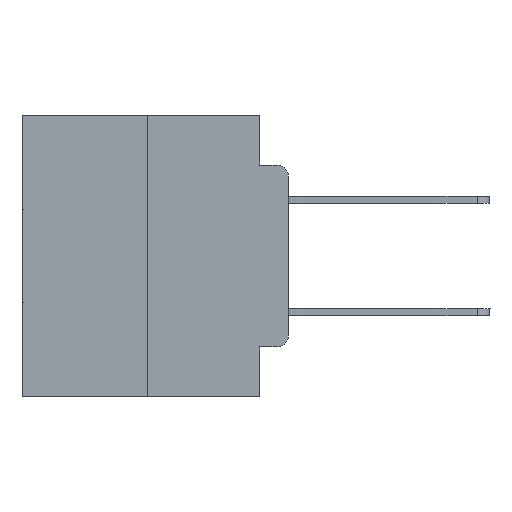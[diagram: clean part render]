
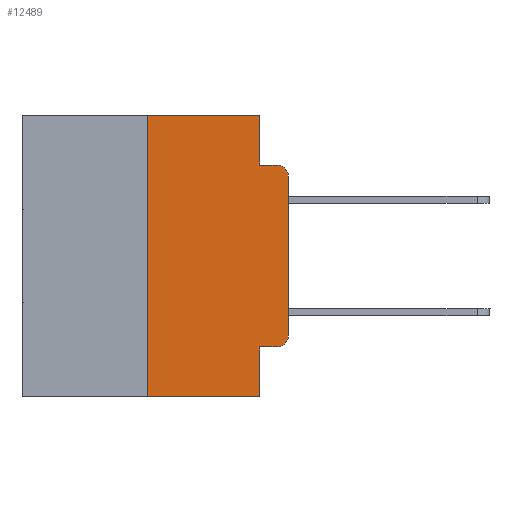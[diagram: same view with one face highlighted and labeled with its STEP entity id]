
A CAD part, left-side view. The second image highlights one B-rep face of the part: STEP entity #12489.
In plain terms, the highlighted planar face has unit normal (-1, 0, 0).
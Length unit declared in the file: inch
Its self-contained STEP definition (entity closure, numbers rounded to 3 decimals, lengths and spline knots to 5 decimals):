
#125 = VECTOR ( 'NONE', #24712, 39.37008 ) ;
#758 = VECTOR ( 'NONE', #25842, 39.37008 ) ;
#772 = DIRECTION ( 'NONE',  ( 0., 0., 1. ) ) ;
#1054 = ORIENTED_EDGE ( 'NONE', *, *, #19425, .T. ) ;
#1342 = VERTEX_POINT ( 'NONE', #23089 ) ;
#1406 = EDGE_CURVE ( 'NONE', #12586, #6392, #19402, .T. ) ;
#2666 = CARTESIAN_POINT ( 'NONE',  ( 0., 0., 0. ) ) ;
#2886 = DIRECTION ( 'NONE',  ( 0., 0., -1. ) ) ;
#3392 = DIRECTION ( 'NONE',  ( 0., 0., -1. ) ) ;
#3704 = ORIENTED_EDGE ( 'NONE', *, *, #20417, .F. ) ;
#3850 = EDGE_CURVE ( 'NONE', #1342, #6392, #22795, .T. ) ;
#4106 = ORIENTED_EDGE ( 'NONE', *, *, #27266, .F. ) ;
#4354 = VECTOR ( 'NONE', #16398, 39.37008 ) ;
#4773 = LINE ( 'NONE', #24805, #22968 ) ;
#5388 = DIRECTION ( 'NONE',  ( 1., 0., 0. ) ) ;
#5647 = CARTESIAN_POINT ( 'NONE',  ( 0., 0.051, -0.4115 ) ) ;
#6392 = VERTEX_POINT ( 'NONE', #27829 ) ;
#6586 = VERTEX_POINT ( 'NONE', #24178 ) ;
#6666 = VERTEX_POINT ( 'NONE', #19191 ) ;
#6865 = CARTESIAN_POINT ( 'NONE',  ( 0., 0.473, 0. ) ) ;
#6973 = LINE ( 'NONE', #22931, #19952 ) ;
#7060 = CARTESIAN_POINT ( 'NONE',  ( 0., 0.25, 0. ) ) ;
#7340 = AXIS2_PLACEMENT_3D ( 'NONE', #16705, #23443, #3392 ) ;
#7445 = LINE ( 'NONE', #2666, #4354 ) ;
#8482 = EDGE_CURVE ( 'NONE', #14817, #6666, #23374, .T. ) ;
#9746 = FACE_OUTER_BOUND ( 'NONE', #17013, .T. ) ;
#9937 = LINE ( 'NONE', #12416, #17376 ) ;
#10541 = ORIENTED_EDGE ( 'NONE', *, *, #17332, .T. ) ;
#11108 = EDGE_CURVE ( 'NONE', #6666, #6586, #24385, .T. ) ;
#11737 = VECTOR ( 'NONE', #24095, 39.37008 ) ;
#12407 = ORIENTED_EDGE ( 'NONE', *, *, #3850, .T. ) ;
#12416 = CARTESIAN_POINT ( 'NONE',  ( 0., 0.051, 0. ) ) ;
#12489 = ADVANCED_FACE ( 'NONE', ( #9746 ), #23115, .F. ) ;
#12586 = VERTEX_POINT ( 'NONE', #19432 ) ;
#13060 = AXIS2_PLACEMENT_3D ( 'NONE', #18125, #27039, #20610 ) ;
#13819 = DIRECTION ( 'NONE',  ( 0., -1., 0. ) ) ;
#14017 = VERTEX_POINT ( 'NONE', #21564 ) ;
#14817 = VERTEX_POINT ( 'NONE', #5647 ) ;
#15587 = VERTEX_POINT ( 'NONE', #27528 ) ;
#16398 = DIRECTION ( 'NONE',  ( 0., 0., 1. ) ) ;
#16705 = CARTESIAN_POINT ( 'NONE',  ( 0., 0.02, -0.1085 ) ) ;
#17013 = EDGE_LOOP ( 'NONE', ( #10541, #12407, #21841, #18338, #3704, #4106, #1054, #24452, #24301, #24307 ) ) ;
#17332 = EDGE_CURVE ( 'NONE', #6586, #1342, #7445, .T. ) ;
#17376 = VECTOR ( 'NONE', #18736, 39.37008 ) ;
#18125 = CARTESIAN_POINT ( 'NONE',  ( 0., 0.02, -0.3915 ) ) ;
#18338 = ORIENTED_EDGE ( 'NONE', *, *, #20063, .F. ) ;
#18379 = CARTESIAN_POINT ( 'NONE',  ( 0., 0.25, 0. ) ) ;
#18417 = LINE ( 'NONE', #6865, #125 ) ;
#18736 = DIRECTION ( 'NONE',  ( 0., 0., -1. ) ) ;
#19191 = CARTESIAN_POINT ( 'NONE',  ( 0., 0.02, -0.4115 ) ) ;
#19402 = LINE ( 'NONE', #26100, #11737 ) ;
#19425 = EDGE_CURVE ( 'NONE', #14017, #15587, #4773, .T. ) ;
#19432 = CARTESIAN_POINT ( 'NONE',  ( 0., 0.051, -0.0885 ) ) ;
#19474 = CARTESIAN_POINT ( 'NONE',  ( 0., 0.051, 0. ) ) ;
#19524 = VERTEX_POINT ( 'NONE', #18379 ) ;
#19952 = VECTOR ( 'NONE', #2886, 39.37008 ) ;
#20063 = EDGE_CURVE ( 'NONE', #25485, #12586, #9937, .T. ) ;
#20417 = EDGE_CURVE ( 'NONE', #19524, #25485, #18417, .T. ) ;
#20610 = DIRECTION ( 'NONE',  ( 0., 0., -1. ) ) ;
#20826 = LINE ( 'NONE', #7060, #23197 ) ;
#21564 = CARTESIAN_POINT ( 'NONE',  ( 0., 0.25, -0.5 ) ) ;
#21841 = ORIENTED_EDGE ( 'NONE', *, *, #1406, .F. ) ;
#22795 = CIRCLE ( 'NONE', #7340, 0.02 ) ;
#22931 = CARTESIAN_POINT ( 'NONE',  ( 0., 0.051, 0. ) ) ;
#22968 = VECTOR ( 'NONE', #13819, 39.37008 ) ;
#23089 = CARTESIAN_POINT ( 'NONE',  ( 0., 0., -0.1085 ) ) ;
#23115 = PLANE ( 'NONE',  #27098 ) ;
#23197 = VECTOR ( 'NONE', #772, 39.37008 ) ;
#23374 = LINE ( 'NONE', #24109, #758 ) ;
#23443 = DIRECTION ( 'NONE',  ( -1., 0., 0. ) ) ;
#24095 = DIRECTION ( 'NONE',  ( 0., -1., 0. ) ) ;
#24109 = CARTESIAN_POINT ( 'NONE',  ( 0., 0.051, -0.4115 ) ) ;
#24178 = CARTESIAN_POINT ( 'NONE',  ( 0., 0., -0.3915 ) ) ;
#24301 = ORIENTED_EDGE ( 'NONE', *, *, #8482, .T. ) ;
#24307 = ORIENTED_EDGE ( 'NONE', *, *, #11108, .T. ) ;
#24385 = CIRCLE ( 'NONE', #13060, 0.02 ) ;
#24452 = ORIENTED_EDGE ( 'NONE', *, *, #26184, .F. ) ;
#24712 = DIRECTION ( 'NONE',  ( 0., -1., 0. ) ) ;
#24805 = CARTESIAN_POINT ( 'NONE',  ( 0., 0.473, -0.5 ) ) ;
#25485 = VERTEX_POINT ( 'NONE', #19474 ) ;
#25701 = DIRECTION ( 'NONE',  ( 0., 0., -1. ) ) ;
#25842 = DIRECTION ( 'NONE',  ( 0., -1., 0. ) ) ;
#26100 = CARTESIAN_POINT ( 'NONE',  ( 0., 0.051, -0.0885 ) ) ;
#26184 = EDGE_CURVE ( 'NONE', #14817, #15587, #6973, .T. ) ;
#27039 = DIRECTION ( 'NONE',  ( -1., 0., 0. ) ) ;
#27098 = AXIS2_PLACEMENT_3D ( 'NONE', #28063, #5388, #25701 ) ;
#27266 = EDGE_CURVE ( 'NONE', #14017, #19524, #20826, .T. ) ;
#27528 = CARTESIAN_POINT ( 'NONE',  ( 0., 0.051, -0.5 ) ) ;
#27829 = CARTESIAN_POINT ( 'NONE',  ( 0., 0.02, -0.0885 ) ) ;
#28063 = CARTESIAN_POINT ( 'NONE',  ( 0., 0.473, 0. ) ) ;
